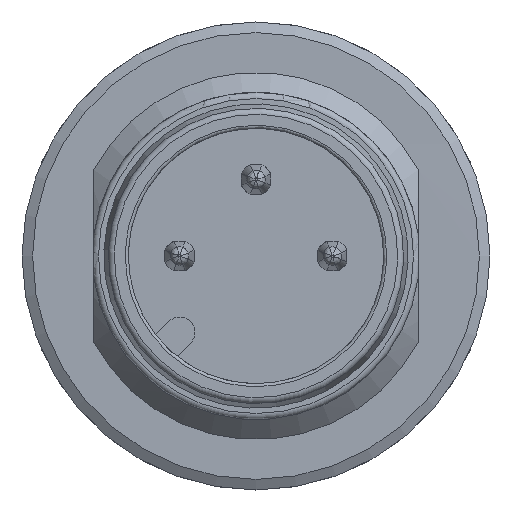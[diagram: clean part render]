
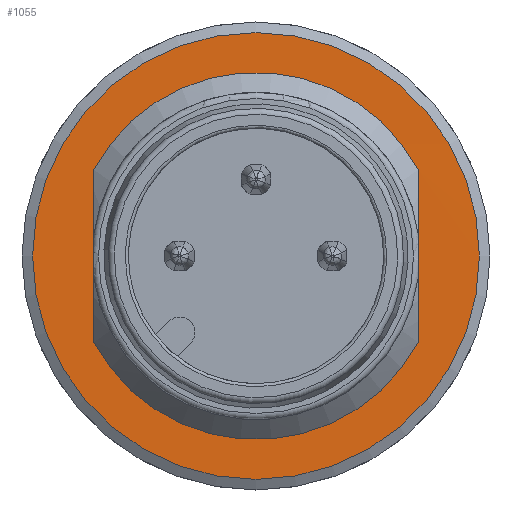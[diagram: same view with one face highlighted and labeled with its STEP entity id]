
A CAD part, front view. The second image highlights one B-rep face of the part: STEP entity #1055.
In plain terms, the highlighted planar face has unit normal (0, -1, 0).
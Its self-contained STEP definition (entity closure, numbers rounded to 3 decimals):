
#285=FACE_BOUND('',#2310,.T.);
#286=FACE_BOUND('',#2311,.T.);
#347=PLANE('',#10132);
#1055=ADVANCED_FACE('',(#285,#286),#347,.T.);
#2310=EDGE_LOOP('',(#3400,#3401,#3402,#3403,#3404,#3405));
#2311=EDGE_LOOP('',(#3406));
#2892=CIRCLE('',#10113,6.);
#2901=CIRCLE('',#10127,6.);
#2902=CIRCLE('',#10131,7.304);
#3400=ORIENTED_EDGE('',*,*,#7345,.T.);
#3401=ORIENTED_EDGE('',*,*,#7335,.F.);
#3402=ORIENTED_EDGE('',*,*,#7343,.T.);
#3403=ORIENTED_EDGE('',*,*,#7316,.F.);
#3404=ORIENTED_EDGE('',*,*,#7347,.T.);
#3405=ORIENTED_EDGE('',*,*,#7346,.T.);
#3406=ORIENTED_EDGE('',*,*,#7349,.T.);
#6330=VERTEX_POINT('',#14100);
#6331=VERTEX_POINT('',#14102);
#6347=VERTEX_POINT('',#14243);
#6348=VERTEX_POINT('',#14245);
#6353=VERTEX_POINT('',#14280);
#6354=VERTEX_POINT('',#14282);
#6355=VERTEX_POINT('',#14290);
#7316=EDGE_CURVE('',#6330,#6331,#2892,.T.);
#7335=EDGE_CURVE('',#6347,#6348,#2901,.T.);
#7343=EDGE_CURVE('',#6347,#6331,#8736,.T.);
#7345=EDGE_CURVE('',#6353,#6348,#8737,.T.);
#7346=EDGE_CURVE('',#6354,#6353,#8738,.T.);
#7347=EDGE_CURVE('',#6330,#6354,#8739,.T.);
#7349=EDGE_CURVE('',#6355,#6355,#2902,.T.);
#8736=LINE('',#14273,#9420);
#8737=LINE('',#14279,#9421);
#8738=LINE('',#14281,#9422);
#8739=LINE('',#14283,#9423);
#9420=VECTOR('',#11115,1.);
#9421=VECTOR('',#11118,1.);
#9422=VECTOR('',#11119,1.);
#9423=VECTOR('',#11120,1.);
#10113=AXIS2_PLACEMENT_3D('',#14101,#11075,#11076);
#10127=AXIS2_PLACEMENT_3D('',#14244,#11109,#11110);
#10131=AXIS2_PLACEMENT_3D('',#14289,#11123,#11124);
#10132=AXIS2_PLACEMENT_3D('',#14291,#11125,#11126);
#11075=DIRECTION('',(0.,-1.,0.));
#11076=DIRECTION('',(0.,0.,-1.));
#11109=DIRECTION('',(0.,-1.,0.));
#11110=DIRECTION('',(0.,0.,-1.));
#11115=DIRECTION('',(0.,0.,-1.));
#11118=DIRECTION('',(0.,0.,1.));
#11119=DIRECTION('',(0.,0.,1.));
#11120=DIRECTION('',(0.,0.,1.));
#11123=DIRECTION('',(0.,-1.,0.));
#11124=DIRECTION('',(-1.,0.,0.));
#11125=DIRECTION('',(0.,-1.,0.));
#11126=DIRECTION('',(0.,0.,-1.));
#14100=CARTESIAN_POINT('',(33.135,-63.818,42.302));
#14101=CARTESIAN_POINT('',(38.435,-63.818,45.115));
#14102=CARTESIAN_POINT('',(43.735,-63.818,42.302));
#14243=CARTESIAN_POINT('',(43.732,-63.829,47.926));
#14244=CARTESIAN_POINT('',(38.435,-63.818,45.115));
#14245=CARTESIAN_POINT('',(33.135,-63.818,47.927));
#14273=CARTESIAN_POINT('',(43.735,-63.818,47.928));
#14279=CARTESIAN_POINT('',(33.135,-63.818,47.927));
#14280=CARTESIAN_POINT('',(33.135,-63.818,46.245));
#14281=CARTESIAN_POINT('',(33.135,-63.818,44.067));
#14282=CARTESIAN_POINT('',(33.135,-63.818,44.067));
#14283=CARTESIAN_POINT('',(33.135,-63.818,47.927));
#14289=CARTESIAN_POINT('',(38.435,-63.818,45.115));
#14290=CARTESIAN_POINT('',(31.131,-63.818,45.115));
#14291=CARTESIAN_POINT('',(46.469,-63.818,37.081));
